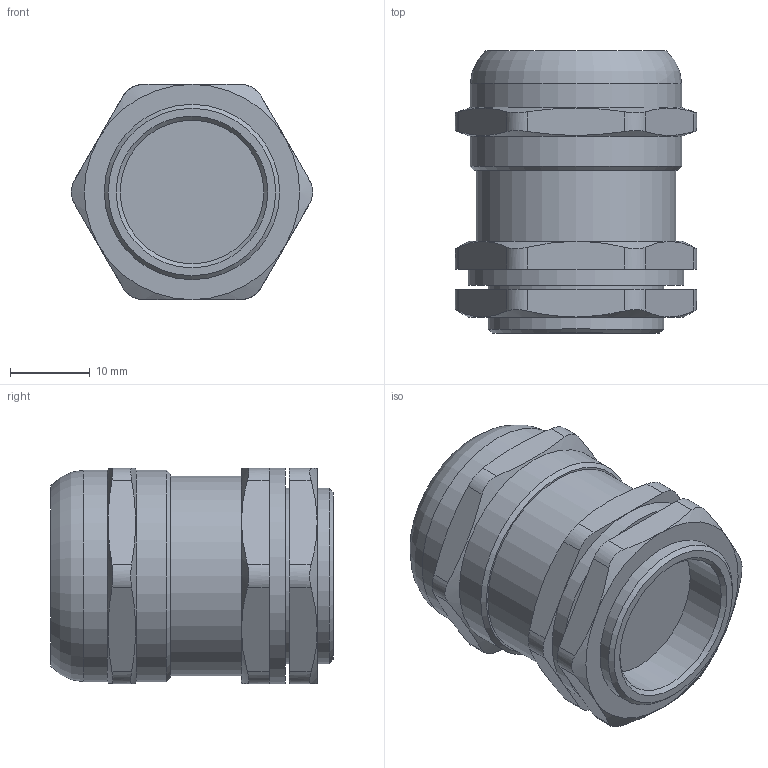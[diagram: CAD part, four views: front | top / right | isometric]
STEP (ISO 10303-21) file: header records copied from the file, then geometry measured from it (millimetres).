
FILE_DESCRIPTION(/* description */ ('','CAx-IF Rec.Pracs.---Representation and Presentation of Product Manufacturing Information (PMI)---4.0---2014-10-13'),/* implementation_level */ '2;1');
FILE_NAME(/* name */ 'ЗЭТАРУС M22 (8-15 мм).stp',/* time_stamp */ '2023-01-26T09:43:50+07:00',/* author */ ('zeta-09'),/* organization */ (''),/* preprocessor_version */ 'ST-DEVELOPER v18.1',/* originating_system */ 'Autodesk Inventor 2021',/* authorisation */ '');
FILE_SCHEMA (('AP242_MANAGED_MODEL_BASED_3D_ENGINEERING_MIM_LF { 1 0 10303 442 1 1 4 }'));
Length unit declared in the file: millimetre
Products named in the file (1): Деталь1
Bounding box: 30.25 x 35.4 x 27 mm (x, y, z)
Volume: 17491 mm3; surface area: 5652.9 mm2
Topology: 1 solids, 3 shells, 80 faces, 189 edges, 120 vertices
Faces by surface type: plane 35, cylinder 26, cone 17, torus 2
Full cylindrical faces by diameter (mm): 16.2 x1, 18 x1, 22 x2, 25 x1, 26.5 x2, 27 x1
Entity records: 2648 total; most frequent: CARTESIAN_POINT 697, ORIENTED_EDGE 376, DIRECTION 375, EDGE_CURVE 189, AXIS2_PLACEMENT_3D 154, VERTEX_POINT 120, EDGE_LOOP 87, STYLED_ITEM 80
